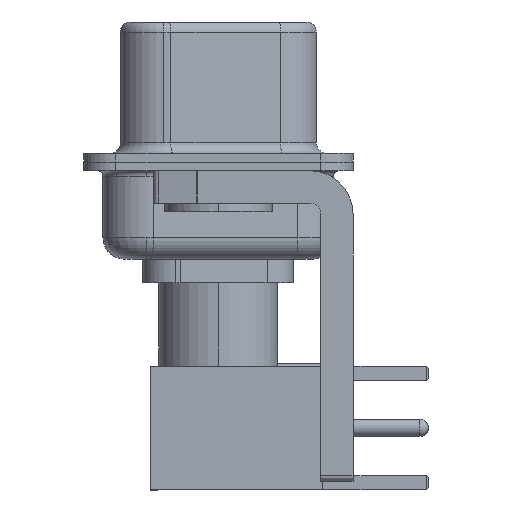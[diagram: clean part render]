
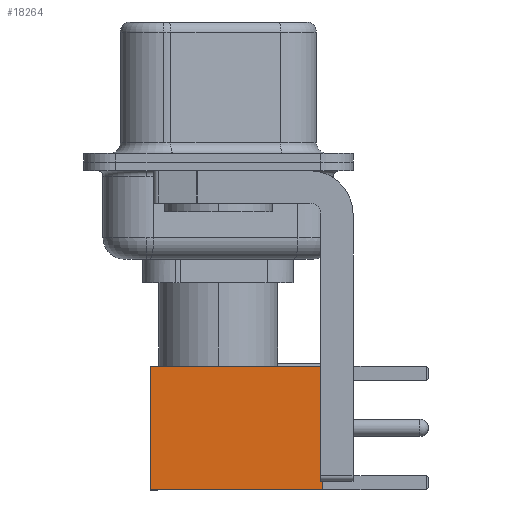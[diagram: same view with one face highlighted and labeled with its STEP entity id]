
A CAD part, left-side view. The second image highlights one B-rep face of the part: STEP entity #18264.
In plain terms, the highlighted face is planar.
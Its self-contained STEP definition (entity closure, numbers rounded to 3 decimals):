
#157 = PLANE ( 'NONE',  #16376 ) ;
#677 = ORIENTED_EDGE ( 'NONE', *, *, #2240, .F. ) ;
#1508 = DIRECTION ( 'NONE',  ( 0., 0., -1. ) ) ;
#2240 = EDGE_CURVE ( 'NONE', #14291, #25072, #7756, .T. ) ;
#4415 = DIRECTION ( 'NONE',  ( 0., 1., 0. ) ) ;
#4719 = CARTESIAN_POINT ( 'NONE',  ( 2.875, 2.875, 0. ) ) ;
#6511 = VECTOR ( 'NONE', #1508, 1000. ) ;
#6708 = VERTEX_POINT ( 'NONE', #17319 ) ;
#7607 = EDGE_LOOP ( 'NONE', ( #15982, #18911, #15742, #677 ) ) ;
#7756 = LINE ( 'NONE', #21063, #27714 ) ;
#8094 = CARTESIAN_POINT ( 'NONE',  ( 2.875, 2.875, 0. ) ) ;
#8499 = DIRECTION ( 'NONE',  ( 0., 0., -1. ) ) ;
#9790 = CARTESIAN_POINT ( 'NONE',  ( 0., 2.875, 0. ) ) ;
#10330 = EDGE_CURVE ( 'NONE', #25072, #11714, #17126, .T. ) ;
#11008 = EDGE_CURVE ( 'NONE', #6708, #11714, #16525, .T. ) ;
#11714 = VERTEX_POINT ( 'NONE', #24271 ) ;
#14252 = VECTOR ( 'NONE', #27967, 1000. ) ;
#14291 = VERTEX_POINT ( 'NONE', #25913 ) ;
#15742 = ORIENTED_EDGE ( 'NONE', *, *, #10330, .F. ) ;
#15982 = ORIENTED_EDGE ( 'NONE', *, *, #21061, .T. ) ;
#16376 = AXIS2_PLACEMENT_3D ( 'NONE', #4719, #4415, #26682 ) ;
#16525 = LINE ( 'NONE', #9790, #14252 ) ;
#17126 = LINE ( 'NONE', #25925, #22271 ) ;
#17319 = CARTESIAN_POINT ( 'NONE',  ( 2.875, 2.875, 0. ) ) ;
#17875 = FACE_OUTER_BOUND ( 'NONE', #7607, .T. ) ;
#18264 = ADVANCED_FACE ( 'NONE', ( #17875 ), #157, .T. ) ;
#18911 = ORIENTED_EDGE ( 'NONE', *, *, #11008, .T. ) ;
#19678 = CARTESIAN_POINT ( 'NONE',  ( -2.875, 2.875, 8. ) ) ;
#21061 = EDGE_CURVE ( 'NONE', #14291, #6708, #21256, .T. ) ;
#21063 = CARTESIAN_POINT ( 'NONE',  ( 0., 2.875, 8. ) ) ;
#21256 = LINE ( 'NONE', #8094, #6511 ) ;
#22271 = VECTOR ( 'NONE', #8499, 1000. ) ;
#24271 = CARTESIAN_POINT ( 'NONE',  ( -2.875, 2.875, 0. ) ) ;
#25072 = VERTEX_POINT ( 'NONE', #19678 ) ;
#25913 = CARTESIAN_POINT ( 'NONE',  ( 2.875, 2.875, 8. ) ) ;
#25925 = CARTESIAN_POINT ( 'NONE',  ( -2.875, 2.875, 0. ) ) ;
#26682 = DIRECTION ( 'NONE',  ( 0., 0., 1. ) ) ;
#27714 = VECTOR ( 'NONE', #27810, 1000. ) ;
#27810 = DIRECTION ( 'NONE',  ( -1., 0., 0. ) ) ;
#27967 = DIRECTION ( 'NONE',  ( -1., 0., 0. ) ) ;
